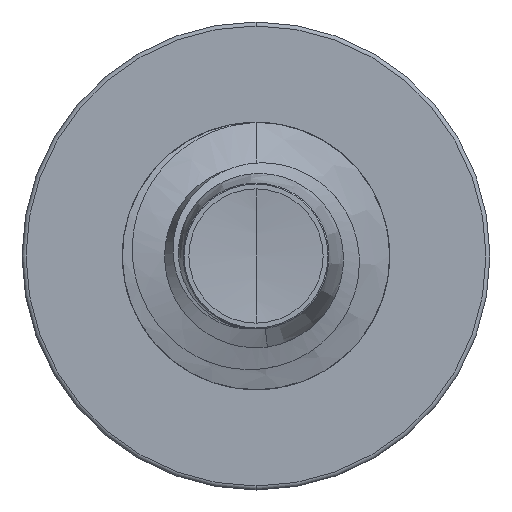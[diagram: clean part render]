
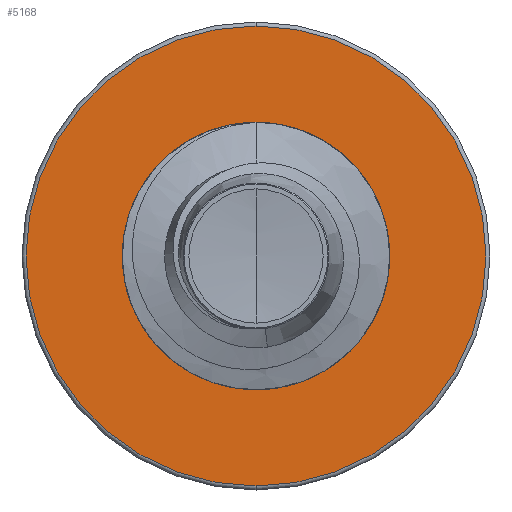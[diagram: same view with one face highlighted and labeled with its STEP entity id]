
A CAD part, front view. The second image highlights one B-rep face of the part: STEP entity #5168.
In plain terms, the highlighted planar face has unit normal (0, -1, 0).
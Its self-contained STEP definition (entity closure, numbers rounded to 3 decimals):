
#1002 = CARTESIAN_POINT ( 'NONE',  ( 0., 11., 0. ) ) ;
#1974 = EDGE_LOOP ( 'NONE', ( #17377, #7181 ) ) ;
#2237 = DIRECTION ( 'NONE',  ( 0., 1., 0. ) ) ;
#2897 = EDGE_CURVE ( 'NONE', #12877, #17753, #8307, .T. ) ;
#2988 = DIRECTION ( 'NONE',  ( 0., 0., 1. ) ) ;
#3535 = CIRCLE ( 'NONE', #4511, 1.989 ) ;
#3600 = FACE_OUTER_BOUND ( 'NONE', #9587, .T. ) ;
#4104 = AXIS2_PLACEMENT_3D ( 'NONE', #1002, #12251, #2988 ) ;
#4511 = AXIS2_PLACEMENT_3D ( 'NONE', #11702, #2237, #13049 ) ;
#4905 = AXIS2_PLACEMENT_3D ( 'NONE', #16292, #8337, #17455 ) ;
#5081 = VERTEX_POINT ( 'NONE', #6865 ) ;
#5168 = ADVANCED_FACE ( 'NONE', ( #3600, #7082 ), #6461, .F. ) ;
#6245 = DIRECTION ( 'NONE',  ( 0., 0., 1. ) ) ;
#6315 = DIRECTION ( 'NONE',  ( 0., 1., 0. ) ) ;
#6343 = CARTESIAN_POINT ( 'NONE',  ( 0., 11., -1.989 ) ) ;
#6461 = PLANE ( 'NONE',  #9875 ) ;
#6865 = CARTESIAN_POINT ( 'NONE',  ( 0., 11., 1.989 ) ) ;
#7082 = FACE_BOUND ( 'NONE', #1974, .T. ) ;
#7181 = ORIENTED_EDGE ( 'NONE', *, *, #13648, .T. ) ;
#8175 = DIRECTION ( 'NONE',  ( 0., 0., 1. ) ) ;
#8192 = DIRECTION ( 'NONE',  ( 0., 1., 0. ) ) ;
#8213 = CARTESIAN_POINT ( 'NONE',  ( 0., 11., 0. ) ) ;
#8307 = CIRCLE ( 'NONE', #11279, 3.44 ) ;
#8337 = DIRECTION ( 'NONE',  ( 0., 1., 0. ) ) ;
#9587 = EDGE_LOOP ( 'NONE', ( #10607, #14083 ) ) ;
#9875 = AXIS2_PLACEMENT_3D ( 'NONE', #6343, #6315, #6245 ) ;
#10607 = ORIENTED_EDGE ( 'NONE', *, *, #2897, .F. ) ;
#10694 = CIRCLE ( 'NONE', #4905, 1.989 ) ;
#11279 = AXIS2_PLACEMENT_3D ( 'NONE', #8213, #8192, #8175 ) ;
#11702 = CARTESIAN_POINT ( 'NONE',  ( 0., 11., 0. ) ) ;
#12251 = DIRECTION ( 'NONE',  ( 0., 1., 0. ) ) ;
#12877 = VERTEX_POINT ( 'NONE', #14901 ) ;
#13049 = DIRECTION ( 'NONE',  ( 0., 0., 1. ) ) ;
#13083 = EDGE_CURVE ( 'NONE', #5081, #16837, #10694, .T. ) ;
#13648 = EDGE_CURVE ( 'NONE', #16837, #5081, #3535, .T. ) ;
#13910 = EDGE_CURVE ( 'NONE', #17753, #12877, #16924, .T. ) ;
#14083 = ORIENTED_EDGE ( 'NONE', *, *, #13910, .F. ) ;
#14901 = CARTESIAN_POINT ( 'NONE',  ( 0., 11., 3.44 ) ) ;
#16292 = CARTESIAN_POINT ( 'NONE',  ( 0., 11., 0. ) ) ;
#16837 = VERTEX_POINT ( 'NONE', #16978 ) ;
#16924 = CIRCLE ( 'NONE', #4104, 3.44 ) ;
#16978 = CARTESIAN_POINT ( 'NONE',  ( 0., 11., -1.989 ) ) ;
#17000 = CARTESIAN_POINT ( 'NONE',  ( 0., 11., -3.44 ) ) ;
#17377 = ORIENTED_EDGE ( 'NONE', *, *, #13083, .T. ) ;
#17455 = DIRECTION ( 'NONE',  ( 0., 0., 1. ) ) ;
#17753 = VERTEX_POINT ( 'NONE', #17000 ) ;
